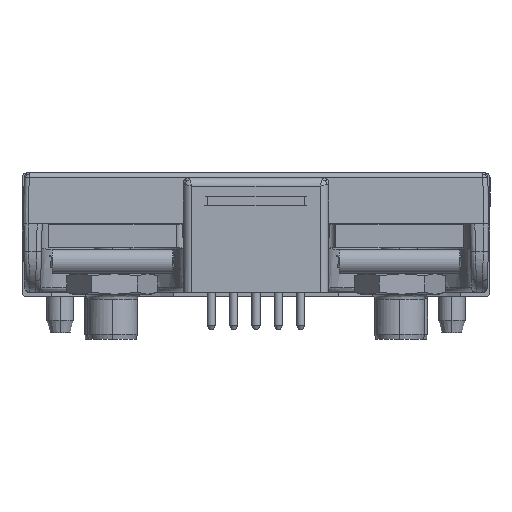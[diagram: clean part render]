
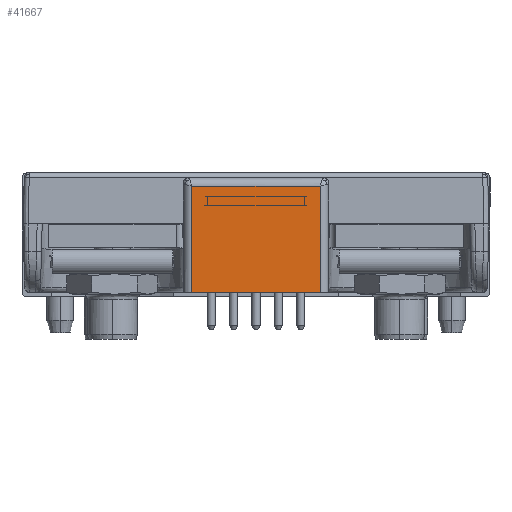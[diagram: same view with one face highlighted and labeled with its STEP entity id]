
A CAD part, left-side view. The second image highlights one B-rep face of the part: STEP entity #41667.
In plain terms, the highlighted planar face has unit normal (-1, 0, 0).
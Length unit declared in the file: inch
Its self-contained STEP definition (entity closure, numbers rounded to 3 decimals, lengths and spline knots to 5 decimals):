
#3079 = DIRECTION ( 'NONE',  ( 0., 0., 1. ) ) ;
#6501 = VECTOR ( 'NONE', #19867, 39.37008 ) ;
#10259 = EDGE_LOOP ( 'NONE', ( #61686, #34161, #74818, #13259 ) ) ;
#10453 = DIRECTION ( 'NONE',  ( 0., -1., 0. ) ) ;
#11060 = DIRECTION ( 'NONE',  ( 0., 1., 0. ) ) ;
#13259 = ORIENTED_EDGE ( 'NONE', *, *, #41360, .F. ) ;
#16358 = CARTESIAN_POINT ( 'NONE',  ( -8.5571, -1.02492, -0.22211 ) ) ;
#17898 = CARTESIAN_POINT ( 'NONE',  ( -8.5571, -1.40906, -0.22211 ) ) ;
#19118 = CARTESIAN_POINT ( 'NONE',  ( -8.5571, -1.01249, 0.09551 ) ) ;
#19867 = DIRECTION ( 'NONE',  ( 0., 0., -1. ) ) ;
#21631 = AXIS2_PLACEMENT_3D ( 'NONE', #64756, #51843, #25863 ) ;
#22612 = VERTEX_POINT ( 'NONE', #16358 ) ;
#22686 = CARTESIAN_POINT ( 'NONE',  ( -8.5571, -1.02492, -0.22211 ) ) ;
#23171 = CARTESIAN_POINT ( 'NONE',  ( -8.5571, -1.40906, 0.09551 ) ) ;
#23421 = VERTEX_POINT ( 'NONE', #17898 ) ;
#25863 = DIRECTION ( 'NONE',  ( 0., 1., 0. ) ) ;
#27219 = FACE_OUTER_BOUND ( 'NONE', #10259, .T. ) ;
#32172 = CARTESIAN_POINT ( 'NONE',  ( -8.5571, -1.02492, 0.09551 ) ) ;
#32314 = LINE ( 'NONE', #19118, #37373 ) ;
#34161 = ORIENTED_EDGE ( 'NONE', *, *, #52319, .F. ) ;
#34399 = LINE ( 'NONE', #22686, #40469 ) ;
#37373 = VECTOR ( 'NONE', #10453, 39.37008 ) ;
#40246 = VERTEX_POINT ( 'NONE', #32172 ) ;
#40469 = VECTOR ( 'NONE', #3079, 39.37008 ) ;
#41360 = EDGE_CURVE ( 'NONE', #22612, #40246, #34399, .T. ) ;
#41667 = ADVANCED_FACE ( 'NONE', ( #27219 ), #64469, .F. ) ;
#48867 = EDGE_CURVE ( 'NONE', #40246, #56353, #32314, .T. ) ;
#51843 = DIRECTION ( 'NONE',  ( 1., 0., 0. ) ) ;
#52319 = EDGE_CURVE ( 'NONE', #56353, #23421, #56851, .T. ) ;
#56353 = VERTEX_POINT ( 'NONE', #23171 ) ;
#56851 = LINE ( 'NONE', #78229, #6501 ) ;
#61686 = ORIENTED_EDGE ( 'NONE', *, *, #64594, .F. ) ;
#63502 = LINE ( 'NONE', #68491, #68564 ) ;
#64469 = PLANE ( 'NONE',  #21631 ) ;
#64594 = EDGE_CURVE ( 'NONE', #23421, #22612, #63502, .T. ) ;
#64756 = CARTESIAN_POINT ( 'NONE',  ( -8.5571, -1.40906, 0.09551 ) ) ;
#68491 = CARTESIAN_POINT ( 'NONE',  ( -8.5571, -1.40906, -0.22211 ) ) ;
#68564 = VECTOR ( 'NONE', #11060, 39.37008 ) ;
#74818 = ORIENTED_EDGE ( 'NONE', *, *, #48867, .F. ) ;
#78229 = CARTESIAN_POINT ( 'NONE',  ( -8.5571, -1.40906, 0.10747 ) ) ;
